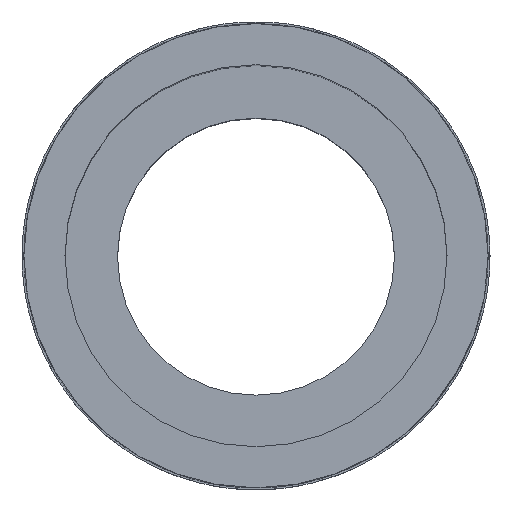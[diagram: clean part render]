
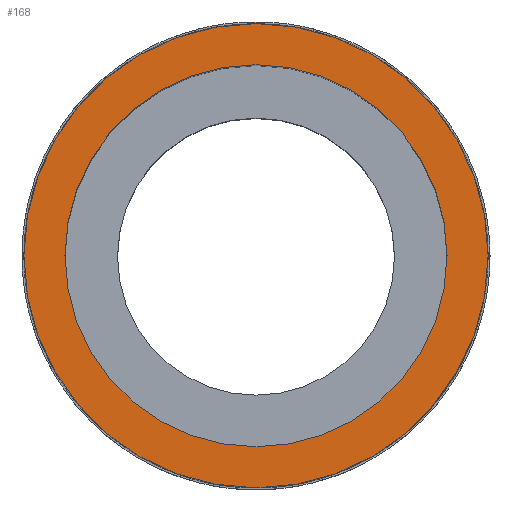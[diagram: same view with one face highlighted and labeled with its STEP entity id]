
A CAD part, top view. The second image highlights one B-rep face of the part: STEP entity #168.
In plain terms, the highlighted planar face has unit normal (0, 0, 1).
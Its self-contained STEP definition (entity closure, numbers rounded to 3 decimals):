
#28 = DIRECTION ( 'NONE',  ( 0., 0., -1. ) ) ;
#168 = ADVANCED_FACE ( 'NONE', ( #3641, #4619 ), #3322, .F. ) ;
#737 = CARTESIAN_POINT ( 'NONE',  ( 20., 0., 0. ) ) ;
#904 = ORIENTED_EDGE ( 'NONE', *, *, #3812, .F. ) ;
#1067 = AXIS2_PLACEMENT_3D ( 'NONE', #2700, #2668, #2587 ) ;
#1280 = ORIENTED_EDGE ( 'NONE', *, *, #4252, .F. ) ;
#1640 = CIRCLE ( 'NONE', #2187, 20. ) ;
#1834 = AXIS2_PLACEMENT_3D ( 'NONE', #2360, #28, #2752 ) ;
#1853 = VERTEX_POINT ( 'NONE', #3406 ) ;
#1856 = CIRCLE ( 'NONE', #1834, 24.3 ) ;
#2162 = DIRECTION ( 'NONE',  ( 0., 0., 1. ) ) ;
#2187 = AXIS2_PLACEMENT_3D ( 'NONE', #4386, #2162, #4739 ) ;
#2360 = CARTESIAN_POINT ( 'NONE',  ( 0., 0., 0. ) ) ;
#2587 = DIRECTION ( 'NONE',  ( -1., 0., 0. ) ) ;
#2668 = DIRECTION ( 'NONE',  ( 0., 0., -1. ) ) ;
#2700 = CARTESIAN_POINT ( 'NONE',  ( 0., 20., 0. ) ) ;
#2752 = DIRECTION ( 'NONE',  ( -1., 0., 0. ) ) ;
#2872 = VERTEX_POINT ( 'NONE', #737 ) ;
#3322 = PLANE ( 'NONE',  #1067 ) ;
#3400 = EDGE_LOOP ( 'NONE', ( #1280 ) ) ;
#3406 = CARTESIAN_POINT ( 'NONE',  ( -24.3, 0., 0. ) ) ;
#3641 = FACE_BOUND ( 'NONE', #4669, .T. ) ;
#3812 = EDGE_CURVE ( 'NONE', #2872, #2872, #1640, .T. ) ;
#4252 = EDGE_CURVE ( 'NONE', #1853, #1853, #1856, .T. ) ;
#4386 = CARTESIAN_POINT ( 'NONE',  ( 0., 0., 0. ) ) ;
#4619 = FACE_OUTER_BOUND ( 'NONE', #3400, .T. ) ;
#4669 = EDGE_LOOP ( 'NONE', ( #904 ) ) ;
#4739 = DIRECTION ( 'NONE',  ( 1., 0., 0. ) ) ;
